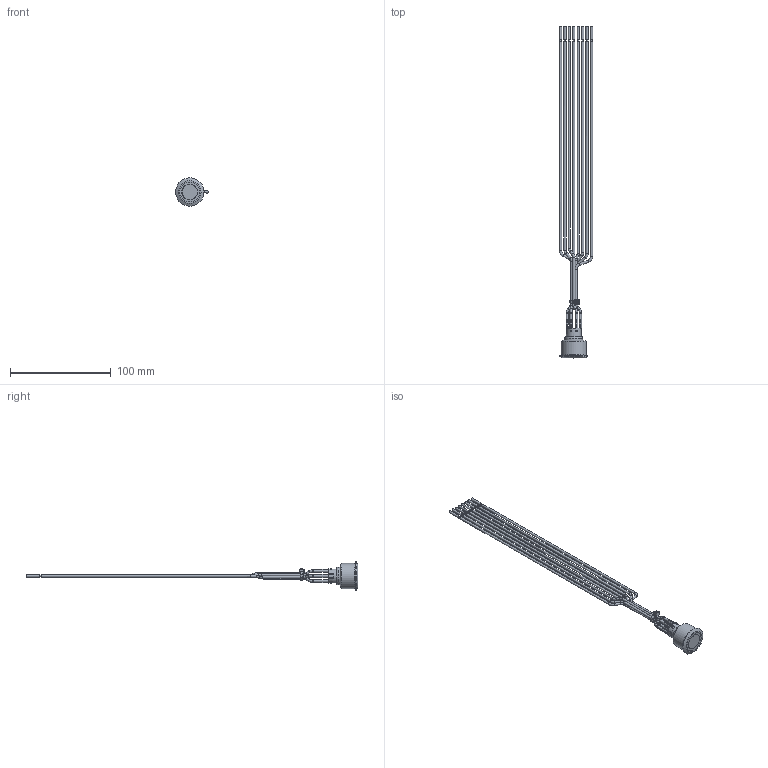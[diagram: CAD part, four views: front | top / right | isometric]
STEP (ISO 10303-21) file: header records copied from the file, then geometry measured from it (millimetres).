
FILE_DESCRIPTION(/* description */ ('','CAx-IF Rec.Pracs.---Representation and Presentation of Product Manufacturing Information (PMI)---4.0---2014-10-13'),/* implementation_level */ '2;1');
FILE_NAME(/* name */ 'ULV8FWHxx3xx.stp',/* time_stamp */ '2019-06-10T15:57:27-05:00',/* author */ ('mroman'),/* organization */ (''),/* preprocessor_version */ 'ST-DEVELOPER v17',/* originating_system */ 'Autodesk Inventor 2018',/* authorisation */ '');
FILE_SCHEMA (('AP242_MANAGED_MODEL_BASED_3D_ENGINEERING_MIM_LF { 1 0 10303 442 1 1 4 }'));
Length unit declared in the file: millimetre
Products named in the file (1): ULV8FWHxx3xx
Bounding box: 33 x 329.4 x 28 mm (x, y, z)
Volume: 19753.9 mm3; surface area: 21129.1 mm2
Topology: 1 solids, 1 shells, 472 faces, 1332 edges, 857 vertices
Faces by surface type: plane 247, cylinder 116, bspline 50, torus 41, cone 10, sphere 8
Full cylindrical faces by diameter (mm): 1.1 x8, 2.2 x39, 2.4 x8, 13.3 x1, 14.7 x1, 15.7 x1, 17.5 x1, 23.8 x1, 25 x1, 28 x1
Entity records: 17129 total; most frequent: CARTESIAN_POINT 4579, ORIENTED_EDGE 2684, DIRECTION 2594, EDGE_CURVE 1342, AXIS2_PLACEMENT_3D 951, VERTEX_POINT 857, LINE 700, VECTOR 700
